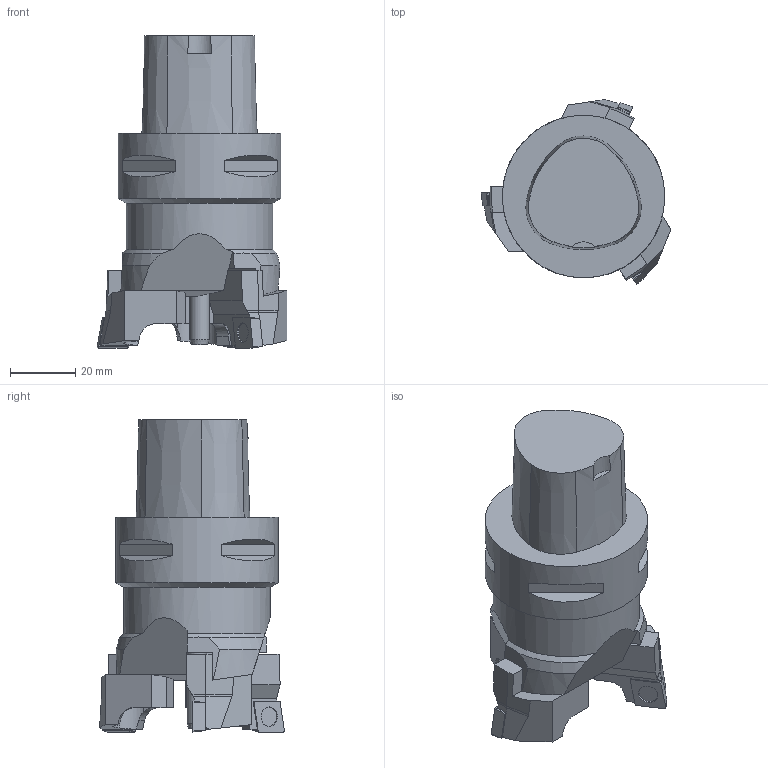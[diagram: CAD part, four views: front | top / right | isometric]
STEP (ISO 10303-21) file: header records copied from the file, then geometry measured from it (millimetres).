
FILE_DESCRIPTION(/* description */ (''),/* implementation_level */ '2;1');
FILE_NAME(/* name */ '1566367430798.stp',/* time_stamp */ '2019-08-21T08:03:57+02:00',/* author */ (''),/* organization */ ('SMS'),/* preprocessor_version */ 'ST-DEVELOPER v16.7',/* originating_system */ 'SIEMENS PLM Software NX 12.0',/* authorisation */ '');
FILE_SCHEMA (('AUTOMOTIVE_DESIGN { 1 0 10303 214 3 1 1 1 }'));
Length unit declared in the file: millimetre
Products named in the file (7): ASSEMBLY_CONSTRUCTION; 200998958mod000_02; 201011629mod000_00; 200955527mod000_01; 201011631mod000_01; 201071863mod000_01
Assembly tree (8 placements, depth 3):
  201071863mod000_01
    200955527mod000_01
    201011631mod000_01  x3
      201011629mod000_00
      200998958mod000_02
      ASSEMBLY_CONSTRUCTION
    ASSEMBLY_CONSTRUCTION
Bounding box: 58.31 x 56.81 x 96 mm (x, y, z)
Volume: 124677.2 mm3; surface area: 24014.4 mm2
Topology: 7 solids, 7 shells, 224 faces, 586 edges, 422 vertices
Faces by surface type: plane 134, cone 32, cylinder 31, extrusion 15, torus 12
Full cylindrical faces by diameter (mm): 4.4 x6, 6.008 x1, 45 x1, 50 x1
Entity records: 3875 total; most frequent: CARTESIAN_POINT 822, DIRECTION 607, ORIENTED_EDGE 540, EDGE_CURVE 270, AXIS2_PLACEMENT_3D 221, VERTEX_POINT 184, VECTOR 165, LINE 160
